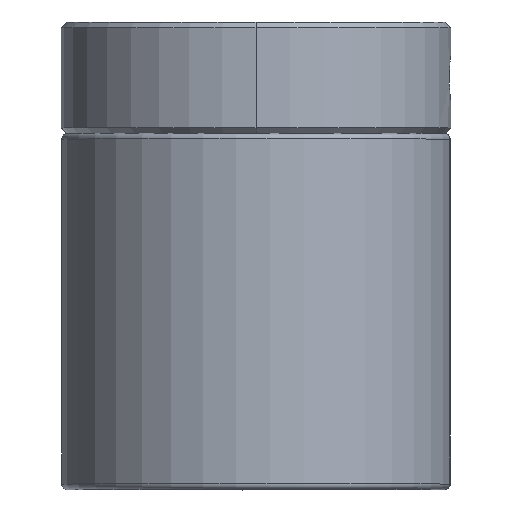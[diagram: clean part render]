
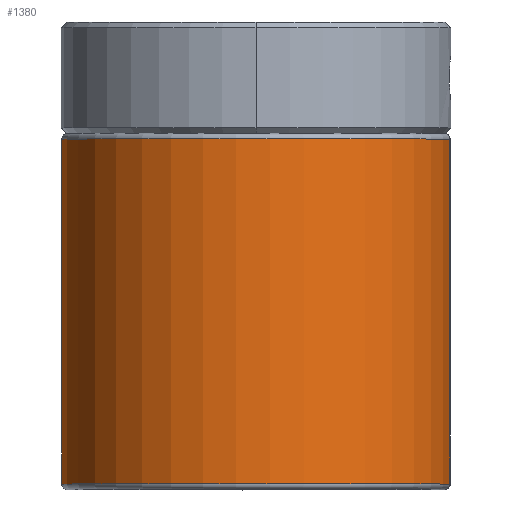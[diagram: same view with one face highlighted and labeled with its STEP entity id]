
A CAD part, top view. The second image highlights one B-rep face of the part: STEP entity #1380.
In plain terms, the highlighted cylindrical face has radius 17.5 mm (diameter 35 mm), a partial arc.
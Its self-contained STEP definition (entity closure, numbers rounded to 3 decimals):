
#96 = ORIENTED_EDGE ( 'NONE', *, *, #1442, .T. ) ;
#104 = DIRECTION ( 'NONE',  ( 0., 0., -1. ) ) ;
#120 = ORIENTED_EDGE ( 'NONE', *, *, #726, .T. ) ;
#247 = DIRECTION ( 'NONE',  ( 0., 0., 1. ) ) ;
#257 = CARTESIAN_POINT ( 'NONE',  ( 17.5, 0., 31.5 ) ) ;
#289 = DIRECTION ( 'NONE',  ( 0., 0., -1. ) ) ;
#323 = AXIS2_PLACEMENT_3D ( 'NONE', #559, #1188, #1535 ) ;
#334 = EDGE_LOOP ( 'NONE', ( #552, #96, #120, #1289 ) ) ;
#457 = VECTOR ( 'NONE', #104, 1000. ) ;
#518 = DIRECTION ( 'NONE',  ( -1., 0., 0. ) ) ;
#552 = ORIENTED_EDGE ( 'NONE', *, *, #603, .T. ) ;
#559 = CARTESIAN_POINT ( 'NONE',  ( 0., 0., 31.5 ) ) ;
#565 = VERTEX_POINT ( 'NONE', #1292 ) ;
#603 = EDGE_CURVE ( 'NONE', #1415, #783, #1000, .T. ) ;
#659 = EDGE_CURVE ( 'NONE', #1415, #565, #1151, .T. ) ;
#711 = DIRECTION ( 'NONE',  ( 1., 0., 0. ) ) ;
#726 = EDGE_CURVE ( 'NONE', #1154, #565, #1543, .T. ) ;
#752 = CYLINDRICAL_SURFACE ( 'NONE', #1035, 17.5 ) ;
#783 = VERTEX_POINT ( 'NONE', #257 ) ;
#848 = AXIS2_PLACEMENT_3D ( 'NONE', #1329, #247, #711 ) ;
#918 = CARTESIAN_POINT ( 'NONE',  ( -17.5, 0., 32. ) ) ;
#1000 = CIRCLE ( 'NONE', #323, 17.5 ) ;
#1035 = AXIS2_PLACEMENT_3D ( 'NONE', #1244, #289, #518 ) ;
#1056 = DIRECTION ( 'NONE',  ( 0., 0., -1. ) ) ;
#1151 = LINE ( 'NONE', #918, #457 ) ;
#1154 = VERTEX_POINT ( 'NONE', #1210 ) ;
#1164 = VECTOR ( 'NONE', #1056, 1000. ) ;
#1188 = DIRECTION ( 'NONE',  ( 0., 0., -1. ) ) ;
#1210 = CARTESIAN_POINT ( 'NONE',  ( 17.5, 0., 0.5 ) ) ;
#1244 = CARTESIAN_POINT ( 'NONE',  ( 0., 0., 32. ) ) ;
#1289 = ORIENTED_EDGE ( 'NONE', *, *, #659, .F. ) ;
#1292 = CARTESIAN_POINT ( 'NONE',  ( -17.5, 0., 0.5 ) ) ;
#1313 = LINE ( 'NONE', #1562, #1164 ) ;
#1329 = CARTESIAN_POINT ( 'NONE',  ( 0., 0., 0.5 ) ) ;
#1371 = FACE_OUTER_BOUND ( 'NONE', #334, .T. ) ;
#1380 = ADVANCED_FACE ( 'NONE', ( #1371 ), #752, .T. ) ;
#1415 = VERTEX_POINT ( 'NONE', #1484 ) ;
#1442 = EDGE_CURVE ( 'NONE', #783, #1154, #1313, .T. ) ;
#1484 = CARTESIAN_POINT ( 'NONE',  ( -17.5, 0., 31.5 ) ) ;
#1535 = DIRECTION ( 'NONE',  ( 1., 0., 0. ) ) ;
#1543 = CIRCLE ( 'NONE', #848, 17.5 ) ;
#1562 = CARTESIAN_POINT ( 'NONE',  ( 17.5, 0., 32. ) ) ;
